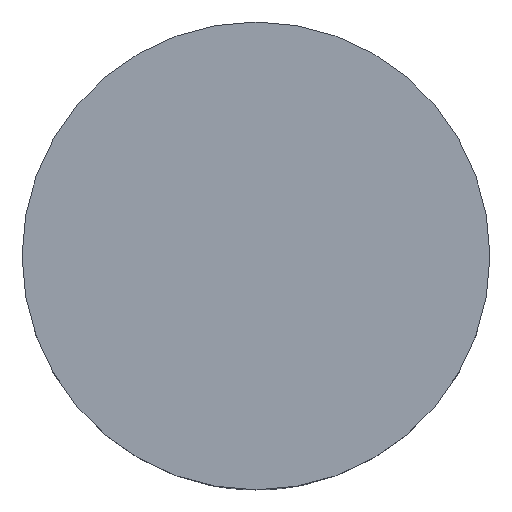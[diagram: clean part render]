
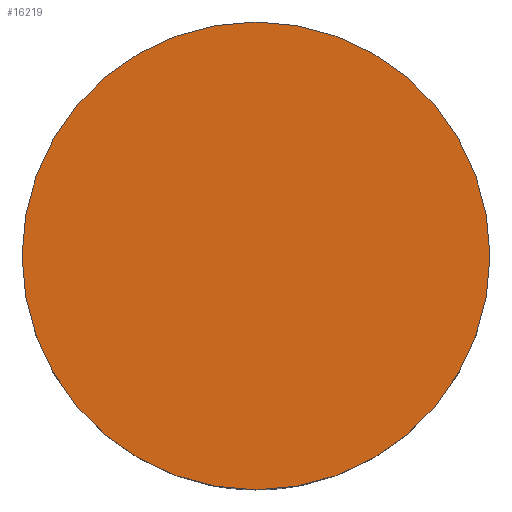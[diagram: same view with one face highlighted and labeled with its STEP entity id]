
A CAD part, top view. The second image highlights one B-rep face of the part: STEP entity #16219.
In plain terms, the highlighted planar face has unit normal (0, 0, 1).
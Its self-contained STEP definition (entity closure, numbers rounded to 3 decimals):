
#211 = EDGE_CURVE ( 'NONE', #11780, #756, #3887, .T. ) ;
#756 = VERTEX_POINT ( 'NONE', #4611 ) ;
#1350 = AXIS2_PLACEMENT_3D ( 'NONE', #12085, #16721, #13798 ) ;
#3477 = ORIENTED_EDGE ( 'NONE', *, *, #19895, .T. ) ;
#3887 = CIRCLE ( 'NONE', #6433, 740. ) ;
#4611 = CARTESIAN_POINT ( 'NONE',  ( -740., 0., 165. ) ) ;
#5467 = CARTESIAN_POINT ( 'NONE',  ( 0., 0., 165. ) ) ;
#6433 = AXIS2_PLACEMENT_3D ( 'NONE', #12932, #19273, #13034 ) ;
#10079 = DIRECTION ( 'NONE',  ( 1., 0., 0. ) ) ;
#11509 = CARTESIAN_POINT ( 'NONE',  ( 740., 0., 165. ) ) ;
#11600 = DIRECTION ( 'NONE',  ( 0., 0., 1. ) ) ;
#11780 = VERTEX_POINT ( 'NONE', #11509 ) ;
#12085 = CARTESIAN_POINT ( 'NONE',  ( 0., 0., 165. ) ) ;
#12932 = CARTESIAN_POINT ( 'NONE',  ( 0., 0., 165. ) ) ;
#13010 = PLANE ( 'NONE',  #18999 ) ;
#13034 = DIRECTION ( 'NONE',  ( 1., 0., 0. ) ) ;
#13165 = ORIENTED_EDGE ( 'NONE', *, *, #211, .T. ) ;
#13570 = CIRCLE ( 'NONE', #1350, 740. ) ;
#13798 = DIRECTION ( 'NONE',  ( 1., 0., 0. ) ) ;
#14928 = FACE_OUTER_BOUND ( 'NONE', #16320, .T. ) ;
#16219 = ADVANCED_FACE ( 'NONE', ( #14928 ), #13010, .T. ) ;
#16320 = EDGE_LOOP ( 'NONE', ( #3477, #13165 ) ) ;
#16721 = DIRECTION ( 'NONE',  ( 0., 0., 1. ) ) ;
#18999 = AXIS2_PLACEMENT_3D ( 'NONE', #5467, #11600, #10079 ) ;
#19273 = DIRECTION ( 'NONE',  ( 0., 0., 1. ) ) ;
#19895 = EDGE_CURVE ( 'NONE', #756, #11780, #13570, .T. ) ;
